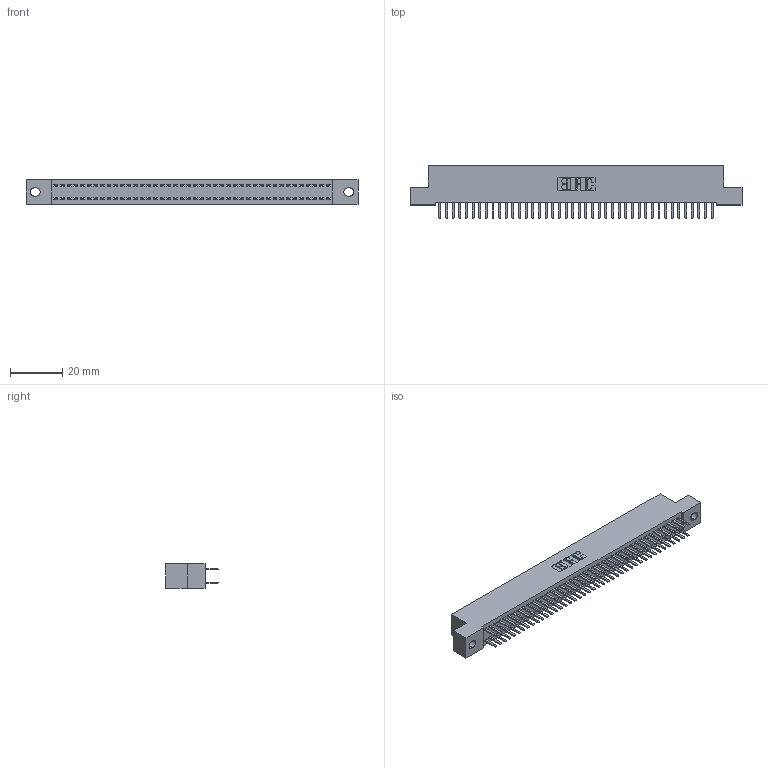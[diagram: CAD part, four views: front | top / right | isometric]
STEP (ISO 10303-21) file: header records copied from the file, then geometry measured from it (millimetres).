
FILE_DESCRIPTION (( 'STEP AP203' ), '1' );
FILE_NAME ('392-084-520-202.STEP', '2018-08-18T04:11:13', ( '' ), ( '' ), 'SwSTEP 2.0', 'SolidWorks 2016', '' );
FILE_SCHEMA (( 'CONFIG_CONTROL_DESIGN' ));
Length unit declared in the file: inch
Products named in the file (3): 342 Part_.128 Slot; 345-292-001_345-293-120; 392-084-520-202
Assembly tree (85 placements, depth 2):
  392-084-520-202
    342 Part_.128 Slot
    345-292-001_345-293-120  x84
Bounding box: 127 x 20.02 x 9.4 mm (x, y, z)
Volume: 11321.9 mm3; surface area: 18101.5 mm2
Topology: 85 solids, 85 shells, 4818 faces, 14003 edges, 9110 vertices
Faces by surface type: plane 3262, cylinder 1556
Entity records: 27137 total; most frequent: CARTESIAN_POINT 4510, ORIENTED_EDGE 4434, DIRECTION 3841, EDGE_CURVE 2217, LINE 2085, VECTOR 2085, VERTEX_POINT 1474, AXIS2_PLACEMENT_3D 878
